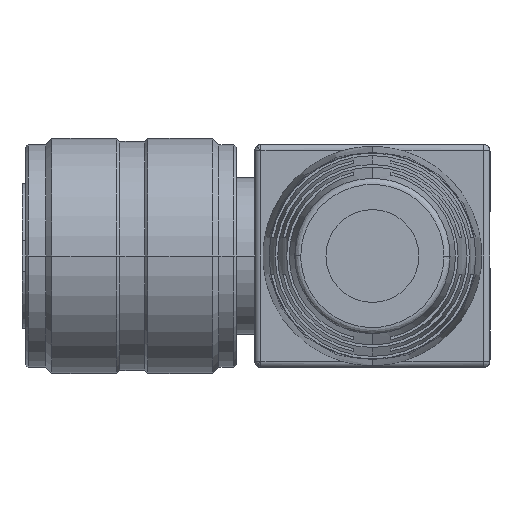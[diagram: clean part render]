
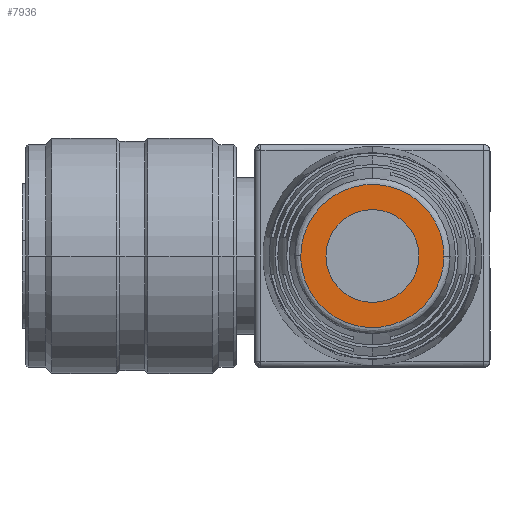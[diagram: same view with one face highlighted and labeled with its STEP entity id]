
A CAD part, left-side view. The second image highlights one B-rep face of the part: STEP entity #7936.
In plain terms, the highlighted planar face has unit normal (-1, 0, 0).
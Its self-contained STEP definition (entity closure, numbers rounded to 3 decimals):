
#242 = CARTESIAN_POINT ( 'NONE',  ( -39.8, -5.221, 0.046 ) ) ;
#340 = CARTESIAN_POINT ( 'NONE',  ( -39.8, -11., 0. ) ) ;
#417 = ORIENTED_EDGE ( 'NONE', *, *, #9708, .F. ) ;
#419 = EDGE_CURVE ( 'NONE', #5884, #7054, #8216, .T. ) ;
#530 =( BOUNDED_CURVE ( )  B_SPLINE_CURVE ( 3, ( #9624, #4149, #242, #5720 ),
 .UNSPECIFIED., .F., .F. ) 
 B_SPLINE_CURVE_WITH_KNOTS ( ( 4, 4 ),
 ( 0., 0.004 ),
 .UNSPECIFIED. ) 
 CURVE ( )  GEOMETRIC_REPRESENTATION_ITEM ( )  RATIONAL_B_SPLINE_CURVE ( ( 1., 1., 1., 1. ) ) 
 REPRESENTATION_ITEM ( '' )  );
#738 =( BOUNDED_CURVE ( )  B_SPLINE_CURVE ( 3, ( #5390, #10081, #6962, #2300 ),
 .UNSPECIFIED., .F., .F. ) 
 B_SPLINE_CURVE_WITH_KNOTS ( ( 4, 4 ),
 ( 0., 0.004 ),
 .UNSPECIFIED. ) 
 CURVE ( )  GEOMETRIC_REPRESENTATION_ITEM ( )  RATIONAL_B_SPLINE_CURVE ( ( 1., 1., 1., 1. ) ) 
 REPRESENTATION_ITEM ( '' )  );
#770 = DIRECTION ( 'NONE',  ( 0., 0., -1. ) ) ;
#811 = EDGE_LOOP ( 'NONE', ( #1696, #1512, #417, #9768 ) ) ;
#883 = CARTESIAN_POINT ( 'NONE',  ( -39.8, -11., 3.75 ) ) ;
#1150 = PLANE ( 'NONE',  #5997 ) ;
#1512 = ORIENTED_EDGE ( 'NONE', *, *, #6824, .F. ) ;
#1696 = ORIENTED_EDGE ( 'NONE', *, *, #7964, .F. ) ;
#1921 = DIRECTION ( 'NONE',  ( 0., 0., -1. ) ) ;
#2070 = CARTESIAN_POINT ( 'NONE',  ( -39.8, -5.222, 0.069 ) ) ;
#2096 = CARTESIAN_POINT ( 'NONE',  ( -39.8, -16.778, -0.069 ) ) ;
#2104 = CARTESIAN_POINT ( 'NONE',  ( -39.8, -16.779, 11.422 ) ) ;
#2300 = CARTESIAN_POINT ( 'NONE',  ( -39.8, -16.778, -0.069 ) ) ;
#2393 = EDGE_CURVE ( 'NONE', #7818, #6273, #4974, .T. ) ;
#2784 = EDGE_CURVE ( 'NONE', #7054, #5884, #4989, .T. ) ;
#3005 = VERTEX_POINT ( 'NONE', #4335 ) ;
#3743 = FACE_OUTER_BOUND ( 'NONE', #811, .T. ) ;
#4149 = CARTESIAN_POINT ( 'NONE',  ( -39.8, -5.221, 0.023 ) ) ;
#4151 = CARTESIAN_POINT ( 'NONE',  ( -39.8, -11., 0. ) ) ;
#4335 = CARTESIAN_POINT ( 'NONE',  ( -39.8, -5.222, 0.069 ) ) ;
#4927 = DIRECTION ( 'NONE',  ( 1., 0., 0. ) ) ;
#4974 =( BOUNDED_CURVE ( )  B_SPLINE_CURVE ( 3, ( #2096, #5978, #5192, #7563 ),
 .UNSPECIFIED., .F., .F. ) 
 B_SPLINE_CURVE_WITH_KNOTS ( ( 4, 4 ),
 ( 0.004, 1. ),
 .UNSPECIFIED. ) 
 CURVE ( )  GEOMETRIC_REPRESENTATION_ITEM ( )  RATIONAL_B_SPLINE_CURVE ( ( 1., 0.337, 0.337, 1. ) ) 
 REPRESENTATION_ITEM ( '' )  );
#4989 = CIRCLE ( 'NONE', #7827, 3.75 ) ;
#5192 = CARTESIAN_POINT ( 'NONE',  ( -39.8, -5.221, -11.422 ) ) ;
#5390 = CARTESIAN_POINT ( 'NONE',  ( -39.8, -16.779, 0. ) ) ;
#5433 = DIRECTION ( 'NONE',  ( 1., 0., 0. ) ) ;
#5720 = CARTESIAN_POINT ( 'NONE',  ( -39.8, -5.222, 0.069 ) ) ;
#5884 = VERTEX_POINT ( 'NONE', #7597 ) ;
#5978 = CARTESIAN_POINT ( 'NONE',  ( -39.8, -16.643, -11.489 ) ) ;
#5997 = AXIS2_PLACEMENT_3D ( 'NONE', #340, #8907, #1921 ) ;
#6056 = VERTEX_POINT ( 'NONE', #6189 ) ;
#6189 = CARTESIAN_POINT ( 'NONE',  ( -39.8, -16.779, 0. ) ) ;
#6273 = VERTEX_POINT ( 'NONE', #8133 ) ;
#6618 = ORIENTED_EDGE ( 'NONE', *, *, #2784, .T. ) ;
#6824 = EDGE_CURVE ( 'NONE', #3005, #6056, #7555, .T. ) ;
#6962 = CARTESIAN_POINT ( 'NONE',  ( -39.8, -16.779, -0.046 ) ) ;
#7054 = VERTEX_POINT ( 'NONE', #883 ) ;
#7276 = CARTESIAN_POINT ( 'NONE',  ( -39.8, -16.778, -0.069 ) ) ;
#7460 = DIRECTION ( 'NONE',  ( 0., 0., -1. ) ) ;
#7555 =( BOUNDED_CURVE ( )  B_SPLINE_CURVE ( 3, ( #2070, #9888, #2104, #7572 ),
 .UNSPECIFIED., .F., .F. ) 
 B_SPLINE_CURVE_WITH_KNOTS ( ( 4, 4 ),
 ( 0.004, 1. ),
 .UNSPECIFIED. ) 
 CURVE ( )  GEOMETRIC_REPRESENTATION_ITEM ( )  RATIONAL_B_SPLINE_CURVE ( ( 1., 0.337, 0.337, 1. ) ) 
 REPRESENTATION_ITEM ( '' )  );
#7563 = CARTESIAN_POINT ( 'NONE',  ( -39.8, -5.221, 0. ) ) ;
#7572 = CARTESIAN_POINT ( 'NONE',  ( -39.8, -16.779, 0. ) ) ;
#7597 = CARTESIAN_POINT ( 'NONE',  ( -39.8, -11., -3.75 ) ) ;
#7818 = VERTEX_POINT ( 'NONE', #7276 ) ;
#7827 = AXIS2_PLACEMENT_3D ( 'NONE', #10124, #5433, #770 ) ;
#7936 = ADVANCED_FACE ( 'NONE', ( #9745, #3743 ), #1150, .T. ) ;
#7964 = EDGE_CURVE ( 'NONE', #6056, #7818, #738, .T. ) ;
#8133 = CARTESIAN_POINT ( 'NONE',  ( -39.8, -5.221, 0. ) ) ;
#8216 = CIRCLE ( 'NONE', #10100, 3.75 ) ;
#8907 = DIRECTION ( 'NONE',  ( -1., 0., 0. ) ) ;
#9390 = ORIENTED_EDGE ( 'NONE', *, *, #419, .T. ) ;
#9624 = CARTESIAN_POINT ( 'NONE',  ( -39.8, -5.221, 0. ) ) ;
#9708 = EDGE_CURVE ( 'NONE', #6273, #3005, #530, .T. ) ;
#9745 = FACE_BOUND ( 'NONE', #10133, .T. ) ;
#9768 = ORIENTED_EDGE ( 'NONE', *, *, #2393, .F. ) ;
#9888 = CARTESIAN_POINT ( 'NONE',  ( -39.8, -5.357, 11.489 ) ) ;
#10081 = CARTESIAN_POINT ( 'NONE',  ( -39.8, -16.779, -0.023 ) ) ;
#10100 = AXIS2_PLACEMENT_3D ( 'NONE', #4151, #4927, #7460 ) ;
#10124 = CARTESIAN_POINT ( 'NONE',  ( -39.8, -11., 0. ) ) ;
#10133 = EDGE_LOOP ( 'NONE', ( #9390, #6618 ) ) ;
